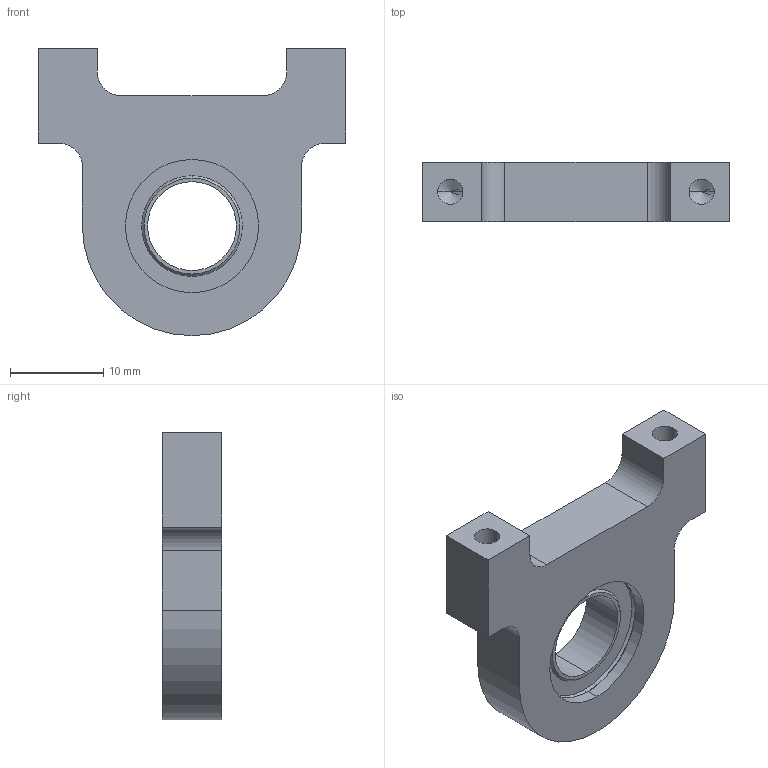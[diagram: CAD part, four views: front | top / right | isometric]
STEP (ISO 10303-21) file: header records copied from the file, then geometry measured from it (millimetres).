
FILE_DESCRIPTION (( 'STEP AP203' ), '1' );
FILE_NAME ('ROB-12100.STEP', '2014-12-06T02:23:43', ( '' ), ( '' ), 'SwSTEP 2.0', 'SolidWorks 2014', '' );
FILE_SCHEMA (( 'CONFIG_CONTROL_DESIGN' ));
Length unit declared in the file: inch
Products named in the file (1): ROB-12100
Bounding box: 33.02 x 6.35 x 30.81 mm (x, y, z)
Volume: 3487.1 mm3; surface area: 2364.8 mm2
Topology: 1 solids, 1 shells, 50 faces, 119 edges, 74 vertices
Faces by surface type: plane 18, cylinder 16, cone 16
Entity records: 1508 total; most frequent: DIRECTION 267, CARTESIAN_POINT 240, ORIENTED_EDGE 230, EDGE_CURVE 115, AXIS2_PLACEMENT_3D 101, VERTEX_POINT 74, VECTOR 65, LINE 65
